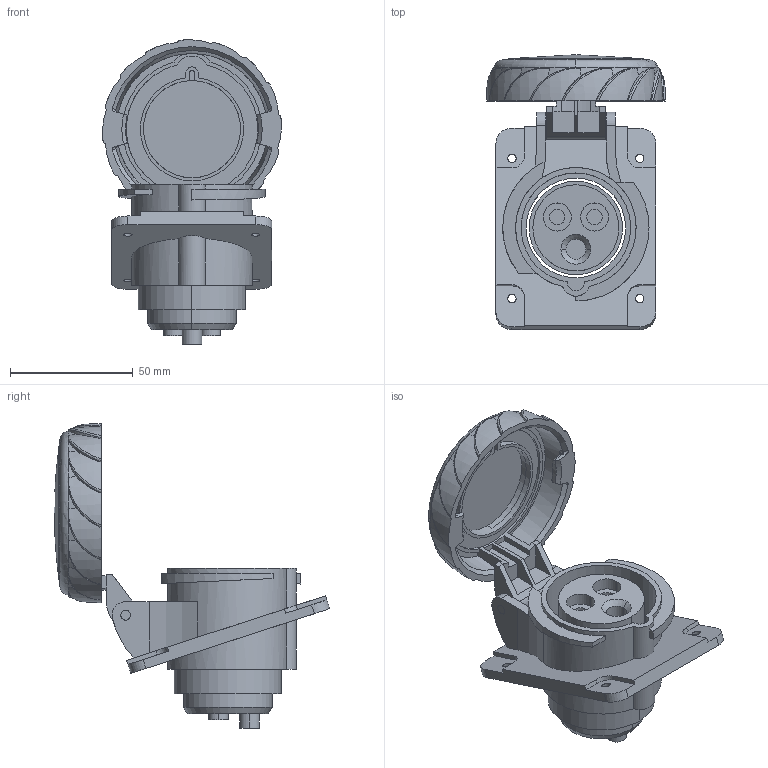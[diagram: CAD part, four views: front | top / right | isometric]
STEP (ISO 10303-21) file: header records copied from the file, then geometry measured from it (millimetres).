
FILE_DESCRIPTION((''),'2;1');
FILE_NAME('PKF16F723_3D-SIMPLIFIED_ASM','2023-02-14T12:23:56',('melanie.cordero'),(''),'CREO PARAMETRIC BY PTC INC, 2018260','CREO PARAMETRIC BY PTC INC, 2018260','');
FILE_SCHEMA(('CONFIG_CONTROL_DESIGN'));
Length unit declared in the file: millimetre
Products named in the file (6): PRT0002_001; PRT0002_002; PRT0002_003; PRT0002_004; PRT0002_005; PKF16F723_3D-SIMPLIFIED_ASM
Assembly tree (5 placements, depth 2):
  PKF16F723_3D-SIMPLIFIED_ASM
    PRT0002_001
    PRT0002_002
    PRT0002_003
    PRT0002_004
    PRT0002_005
Bounding box: 72.78 x 111.92 x 123.89 mm (x, y, z)
Volume: 127240.5 mm3; surface area: 59543.1 mm2
Topology: 5 solids, 5 shells, 365 faces, 1018 edges, 678 vertices
Faces by surface type: cylinder 123, plane 119, bspline 73, torus 32, cone 12, sphere 6
Entity records: 17208 total; most frequent: CARTESIAN_POINT 8151, ORIENTED_EDGE 2024, DIRECTION 1704, EDGE_CURVE 1012, AXIS2_PLACEMENT_3D 687, VERTEX_POINT 678, EDGE_LOOP 404, CIRCLE 384
